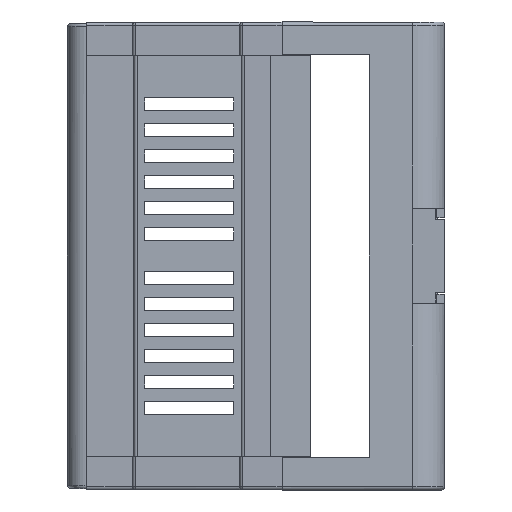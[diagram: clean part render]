
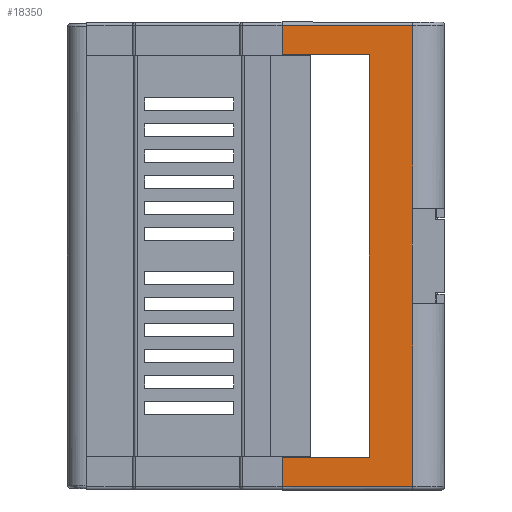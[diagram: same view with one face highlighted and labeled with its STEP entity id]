
A CAD part, left-side view. The second image highlights one B-rep face of the part: STEP entity #18350.
In plain terms, the highlighted face is planar.
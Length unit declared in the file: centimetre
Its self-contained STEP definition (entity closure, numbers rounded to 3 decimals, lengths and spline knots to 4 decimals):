
#2798 = VERTEX_POINT ( 'NONE', #13413 ) ;
#2799 = VERTEX_POINT ( 'NONE', #13402 ) ;
#2806 = VERTEX_POINT ( 'NONE', #13422 ) ;
#5280 = EDGE_LOOP ( 'NONE', ( #5799, #5801, #5803, #5805, #5807, #5809, #5811, #5813, #5815, #5817, #5819, #5821 ) ) ;
#5286 = VERTEX_POINT ( 'NONE', #20457 ) ;
#5288 = VERTEX_POINT ( 'NONE', #20456 ) ;
#5290 = VERTEX_POINT ( 'NONE', #20453 ) ;
#5292 = VERTEX_POINT ( 'NONE', #20454 ) ;
#5799 = ORIENTED_EDGE ( 'NONE', *, *, #26411, .T. ) ;
#5801 = ORIENTED_EDGE ( 'NONE', *, *, #26410, .T. ) ;
#5803 = ORIENTED_EDGE ( 'NONE', *, *, #26409, .T. ) ;
#5805 = ORIENTED_EDGE ( 'NONE', *, *, #26408, .T. ) ;
#5807 = ORIENTED_EDGE ( 'NONE', *, *, #26407, .F. ) ;
#5809 = ORIENTED_EDGE ( 'NONE', *, *, #26406, .T. ) ;
#5811 = ORIENTED_EDGE ( 'NONE', *, *, #26405, .F. ) ;
#5813 = ORIENTED_EDGE ( 'NONE', *, *, #26404, .T. ) ;
#5815 = ORIENTED_EDGE ( 'NONE', *, *, #26403, .T. ) ;
#5817 = ORIENTED_EDGE ( 'NONE', *, *, #26402, .F. ) ;
#5819 = ORIENTED_EDGE ( 'NONE', *, *, #26459, .F. ) ;
#5821 = ORIENTED_EDGE ( 'NONE', *, *, #26401, .F. ) ;
#6753 = VERTEX_POINT ( 'NONE', #18373 ) ;
#7518 = AXIS2_PLACEMENT_3D ( 'NONE', #15011, #15022, #15023 ) ;
#13402 = CARTESIAN_POINT ( 'NONE',  ( 4.4723, 3.1, 1.16 ) ) ;
#13413 = CARTESIAN_POINT ( 'NONE',  ( 4.4957, 3.1, 2.5 ) ) ;
#13422 = CARTESIAN_POINT ( 'NONE',  ( 4.4607, 0.735, 0.4913 ) ) ;
#15011 = CARTESIAN_POINT ( 'NONE',  ( 4.498, 16.4, 2.63 ) ) ;
#15020 = PLANE ( 'NONE',  #7518 ) ;
#15022 = DIRECTION ( 'NONE',  ( -1., 0., 0.017 ) ) ;
#15023 = DIRECTION ( 'NONE',  ( 0.017, 0., 1. ) ) ;
#15052 = CARTESIAN_POINT ( 'NONE',  ( 4.4608, -0.735, 0.5 ) ) ;
#15057 = CARTESIAN_POINT ( 'NONE',  ( 4.4608, 0.735, 0.5 ) ) ;
#15070 = CARTESIAN_POINT ( 'NONE',  ( 4.4607, -3.55, 0.4913 ) ) ;
#15072 = CARTESIAN_POINT ( 'NONE',  ( 4.4957, -3.1, 2.5 ) ) ;
#16584 = FACE_OUTER_BOUND ( 'NONE', #5280, .T. ) ;
#18350 = ADVANCED_FACE ( 'NONE', ( #16584 ), #15020, .F. ) ;
#18373 = CARTESIAN_POINT ( 'NONE',  ( 4.4607, -0.735, 0.4913 ) ) ;
#18940 = VERTEX_POINT ( 'NONE', #15052 ) ;
#18945 = VERTEX_POINT ( 'NONE', #15057 ) ;
#19110 = VERTEX_POINT ( 'NONE', #15070 ) ;
#19118 = VERTEX_POINT ( 'NONE', #15072 ) ;
#20453 = CARTESIAN_POINT ( 'NONE',  ( 4.4723, -3.1, 1.16 ) ) ;
#20454 = CARTESIAN_POINT ( 'NONE',  ( 4.4957, 3.55, 2.5 ) ) ;
#20456 = CARTESIAN_POINT ( 'NONE',  ( 4.4957, -3.55, 2.5 ) ) ;
#20457 = CARTESIAN_POINT ( 'NONE',  ( 4.4607, 3.55, 0.4913 ) ) ;
#22666 = LINE ( 'NONE', #23919, #22685 ) ;
#22676 = LINE ( 'NONE', #23935, #22679 ) ;
#22678 = LINE ( 'NONE', #23937, #22681 ) ;
#22679 = VECTOR ( 'NONE', #23936, 100. ) ;
#22680 = LINE ( 'NONE', #23939, #22683 ) ;
#22681 = VECTOR ( 'NONE', #23938, 100. ) ;
#22683 = VECTOR ( 'NONE', #23941, 100. ) ;
#22684 = LINE ( 'NONE', #23943, #22687 ) ;
#22685 = VECTOR ( 'NONE', #23942, 100. ) ;
#22686 = LINE ( 'NONE', #23945, #22689 ) ;
#22687 = VECTOR ( 'NONE', #23944, 100. ) ;
#22688 = LINE ( 'NONE', #23947, #22691 ) ;
#22689 = VECTOR ( 'NONE', #23946, 100. ) ;
#22690 = LINE ( 'NONE', #23949, #22693 ) ;
#22691 = VECTOR ( 'NONE', #23948, 100. ) ;
#22692 = LINE ( 'NONE', #23951, #22695 ) ;
#22693 = VECTOR ( 'NONE', #23950, 100. ) ;
#22694 = LINE ( 'NONE', #23953, #22697 ) ;
#22695 = VECTOR ( 'NONE', #23952, 100. ) ;
#22696 = LINE ( 'NONE', #23955, #22699 ) ;
#22697 = VECTOR ( 'NONE', #23954, 100. ) ;
#22699 = VECTOR ( 'NONE', #23956, 100. ) ;
#22790 = LINE ( 'NONE', #24053, #22793 ) ;
#22793 = VECTOR ( 'NONE', #24054, 100. ) ;
#23919 = CARTESIAN_POINT ( 'NONE',  ( 4.498, -3.55, 2.63 ) ) ;
#23935 = CARTESIAN_POINT ( 'NONE',  ( 4.498, 0.735, 2.63 ) ) ;
#23936 = DIRECTION ( 'NONE',  ( 0.017, 0., 1. ) ) ;
#23937 = CARTESIAN_POINT ( 'NONE',  ( 4.498, -0.735, 2.63 ) ) ;
#23938 = DIRECTION ( 'NONE',  ( -0.017, 0., -1. ) ) ;
#23939 = CARTESIAN_POINT ( 'NONE',  ( 4.4607, 16.4, 0.4913 ) ) ;
#23941 = DIRECTION ( 'NONE',  ( 0., 1., 0. ) ) ;
#23942 = DIRECTION ( 'NONE',  ( -0.017, 0., -1. ) ) ;
#23943 = CARTESIAN_POINT ( 'NONE',  ( 4.4957, 16.4, 2.5 ) ) ;
#23944 = DIRECTION ( 'NONE',  ( 0., 1., 0. ) ) ;
#23945 = CARTESIAN_POINT ( 'NONE',  ( 4.498, -3.1, 2.63 ) ) ;
#23946 = DIRECTION ( 'NONE',  ( 0.017, 0., 1. ) ) ;
#23947 = CARTESIAN_POINT ( 'NONE',  ( 4.4723, 16.4, 1.16 ) ) ;
#23948 = DIRECTION ( 'NONE',  ( 0., 1., 0. ) ) ;
#23949 = CARTESIAN_POINT ( 'NONE',  ( 4.498, 3.1, 2.63 ) ) ;
#23950 = DIRECTION ( 'NONE',  ( -0.017, 0., -1. ) ) ;
#23951 = CARTESIAN_POINT ( 'NONE',  ( 4.4957, 16.4, 2.5 ) ) ;
#23952 = DIRECTION ( 'NONE',  ( 0., -1., 0. ) ) ;
#23953 = CARTESIAN_POINT ( 'NONE',  ( 4.498, 3.55, 2.63 ) ) ;
#23954 = DIRECTION ( 'NONE',  ( 0.017, 0., 1. ) ) ;
#23955 = CARTESIAN_POINT ( 'NONE',  ( 4.4607, 16.4, 0.4913 ) ) ;
#23956 = DIRECTION ( 'NONE',  ( 0., 1., 0. ) ) ;
#24053 = CARTESIAN_POINT ( 'NONE',  ( 4.4608, 16.4, 0.5 ) ) ;
#24054 = DIRECTION ( 'NONE',  ( 0., -1., 0. ) ) ;
#26401 = EDGE_CURVE ( 'NONE', #2806, #18945, #22676, .T. ) ;
#26402 = EDGE_CURVE ( 'NONE', #18940, #6753, #22678, .T. ) ;
#26403 = EDGE_CURVE ( 'NONE', #19110, #6753, #22680, .T. ) ;
#26404 = EDGE_CURVE ( 'NONE', #5288, #19110, #22666, .T. ) ;
#26405 = EDGE_CURVE ( 'NONE', #5288, #19118, #22684, .T. ) ;
#26406 = EDGE_CURVE ( 'NONE', #5290, #19118, #22686, .T. ) ;
#26407 = EDGE_CURVE ( 'NONE', #5290, #2799, #22688, .T. ) ;
#26408 = EDGE_CURVE ( 'NONE', #2798, #2799, #22690, .T. ) ;
#26409 = EDGE_CURVE ( 'NONE', #5292, #2798, #22692, .T. ) ;
#26410 = EDGE_CURVE ( 'NONE', #5286, #5292, #22694, .T. ) ;
#26411 = EDGE_CURVE ( 'NONE', #2806, #5286, #22696, .T. ) ;
#26459 = EDGE_CURVE ( 'NONE', #18945, #18940, #22790, .T. ) ;
